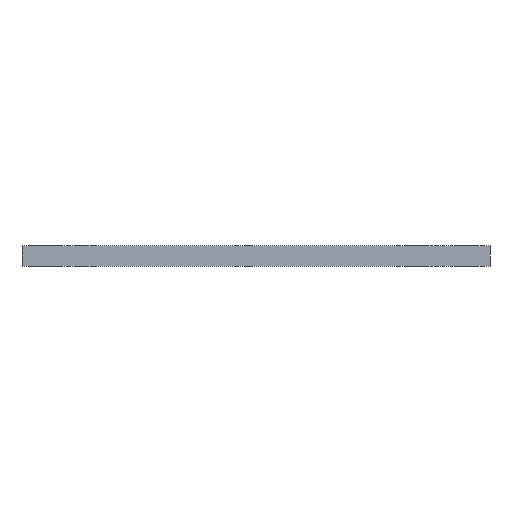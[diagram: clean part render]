
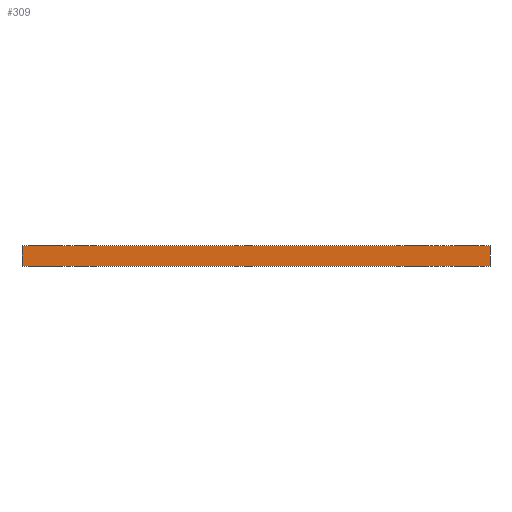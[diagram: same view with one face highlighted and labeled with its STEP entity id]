
A CAD part, front view. The second image highlights one B-rep face of the part: STEP entity #309.
In plain terms, the highlighted planar face has unit normal (0, -1, 0).
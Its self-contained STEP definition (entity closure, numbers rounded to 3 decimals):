
#13 = FACE_OUTER_BOUND ( 'NONE', #268, .T. ) ;
#26 = VERTEX_POINT ( 'NONE', #427 ) ;
#34 = LINE ( 'NONE', #94, #153 ) ;
#54 = ORIENTED_EDGE ( 'NONE', *, *, #713, .T. ) ;
#63 = VERTEX_POINT ( 'NONE', #318 ) ;
#94 = CARTESIAN_POINT ( 'NONE',  ( -23., -33.5, 0. ) ) ;
#98 = DIRECTION ( 'NONE',  ( 1., 0., 0. ) ) ;
#131 = CARTESIAN_POINT ( 'NONE',  ( 23., -33.5, 2. ) ) ;
#132 = LINE ( 'NONE', #572, #607 ) ;
#134 = ORIENTED_EDGE ( 'NONE', *, *, #404, .F. ) ;
#153 = VECTOR ( 'NONE', #98, 1000. ) ;
#193 = VECTOR ( 'NONE', #363, 1000. ) ;
#241 = PLANE ( 'NONE',  #472 ) ;
#268 = EDGE_LOOP ( 'NONE', ( #54, #442, #134, #476 ) ) ;
#270 = VECTOR ( 'NONE', #511, 1000. ) ;
#280 = VERTEX_POINT ( 'NONE', #454 ) ;
#289 = LINE ( 'NONE', #131, #270 ) ;
#309 = ADVANCED_FACE ( 'NONE', ( #13 ), #241, .F. ) ;
#318 = CARTESIAN_POINT ( 'NONE',  ( 23., -33.5, 0. ) ) ;
#327 = VERTEX_POINT ( 'NONE', #409 ) ;
#363 = DIRECTION ( 'NONE',  ( 1., 0., 0. ) ) ;
#377 = EDGE_CURVE ( 'NONE', #26, #63, #289, .T. ) ;
#399 = DIRECTION ( 'NONE',  ( 0., 1., 0. ) ) ;
#404 = EDGE_CURVE ( 'NONE', #327, #26, #703, .T. ) ;
#405 = CARTESIAN_POINT ( 'NONE',  ( -23., -33.5, 2. ) ) ;
#409 = CARTESIAN_POINT ( 'NONE',  ( -23., -33.5, 2. ) ) ;
#427 = CARTESIAN_POINT ( 'NONE',  ( 23., -33.5, 2. ) ) ;
#442 = ORIENTED_EDGE ( 'NONE', *, *, #377, .F. ) ;
#454 = CARTESIAN_POINT ( 'NONE',  ( -23., -33.5, 0. ) ) ;
#472 = AXIS2_PLACEMENT_3D ( 'NONE', #405, #399, #560 ) ;
#476 = ORIENTED_EDGE ( 'NONE', *, *, #556, .T. ) ;
#511 = DIRECTION ( 'NONE',  ( 0., 0., -1. ) ) ;
#556 = EDGE_CURVE ( 'NONE', #327, #280, #132, .T. ) ;
#560 = DIRECTION ( 'NONE',  ( 0., 0., 1. ) ) ;
#572 = CARTESIAN_POINT ( 'NONE',  ( -23., -33.5, 2. ) ) ;
#607 = VECTOR ( 'NONE', #657, 1000. ) ;
#657 = DIRECTION ( 'NONE',  ( 0., 0., -1. ) ) ;
#697 = CARTESIAN_POINT ( 'NONE',  ( -23., -33.5, 2. ) ) ;
#703 = LINE ( 'NONE', #697, #193 ) ;
#713 = EDGE_CURVE ( 'NONE', #280, #63, #34, .T. ) ;
